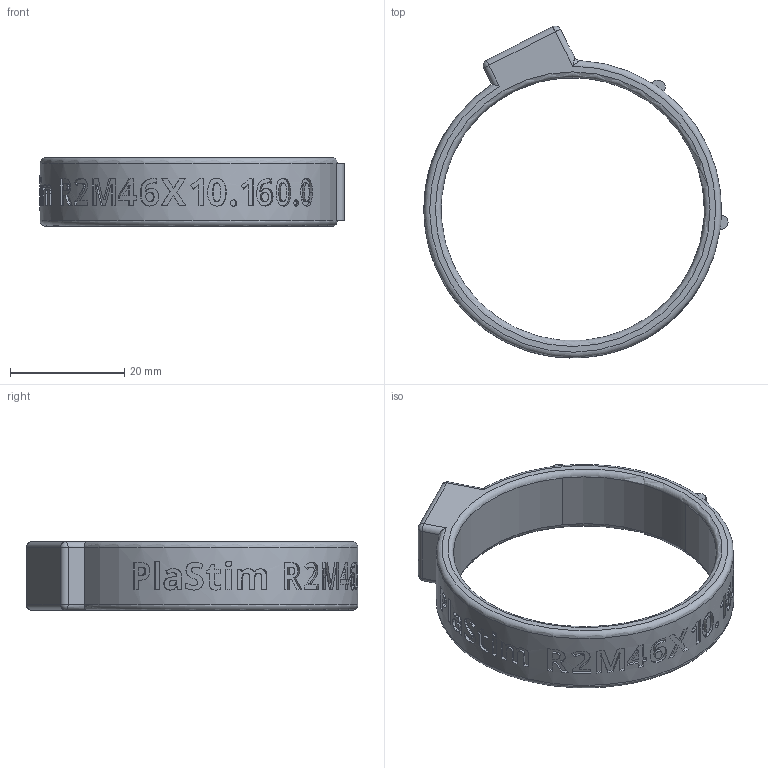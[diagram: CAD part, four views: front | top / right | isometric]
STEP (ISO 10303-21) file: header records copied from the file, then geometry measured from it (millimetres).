
FILE_DESCRIPTION(/* description */ ('STEP AP242 Edition 2','CAx-IF Rec.Pracs.---Representation and Presentation of Product Manufacturing Information (PMI)---4.0---2014-10-13','CAx-IF Rec.Pracs.---3D Tessellated Geometry---0.4---2014-09-14','2;1','CAx-IF Rec.Pracs.---User Defined Attributes---1.5---2016-08-15'),/* implementation_level */ '2;1');
FILE_NAME(/* name */ '693d82302c2a73569310737f',/* time_stamp */ '2025-12-13T15:11:45Z',/* author */ (''),/* organization */ (''),/* preprocessor_version */ 'ST-DEVELOPER v20',/* originating_system */ 'ONSHAPE BY PTC INC, 1.208',/* authorisation */ ' ');
FILE_SCHEMA (('AP242_MANAGED_MODEL_BASED_3D_ENGINEERING_MIM_LF { 1 0 10303 442 3 1 4 }'));
Length unit declared in the file: metre
Products named in the file (2): Conductor; Insulator
Bounding box: 53.15 x 58.01 x 12 mm (x, y, z)
Volume: 5896.8 mm3; surface area: 10387.2 mm2
Topology: 2 solids, 2 shells, 457 faces, 1232 edges, 804 vertices
Faces by surface type: bspline 186, plane 165, cylinder 96, torus 6, sphere 4
Full cylindrical faces by diameter (mm): 4 x2
Entity records: 15523 total; most frequent: CARTESIAN_POINT 5274, ORIENTED_EDGE 2436, DIRECTION 1565, EDGE_CURVE 1218, VERTEX_POINT 802, AXIS2_PLACEMENT_3D 525, LINE 515, VECTOR 515
